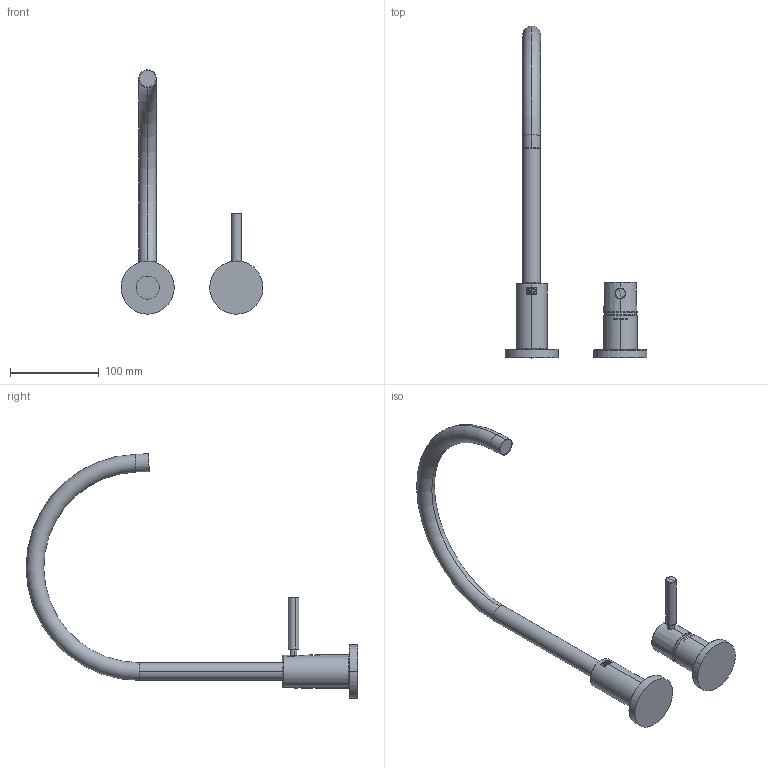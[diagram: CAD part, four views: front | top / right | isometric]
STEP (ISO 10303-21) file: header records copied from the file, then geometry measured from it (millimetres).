
FILE_DESCRIPTION (( 'STEP AP214' ), '1' );
FILE_NAME ('32816888ff_PM.STEP', '2024-03-28T07:18:35', ( '' ), ( '' ), 'SwSTEP 2.0', 'SolidWorks 2023', '' );
FILE_SCHEMA (( 'AUTOMOTIVE_DESIGN' ));
Length unit declared in the file: millimetre
Products named in the file (9): Planungsmodell_Koerper-+-09300112390_K1_38x52.5; Planungsmodell_Rosette-+-09279704090_K1_60x9; Planungsmodell_Ring-+-09281006490_K1_60x10; Planungsmodell_Hebel Unterteil Ø37-+-092066003_K1; Planungsmodell_Rohr-+-09282222690_K1_20; Planungsmodell_Anschluss-+-09111010490_K1_35x82; 32816888ff_PM; Planungsmodell_Hebel Ø12 Handhabe-+-09206600190_K1_12x74; Planungsmodell_Haube-+-09283002690_K1_36
Assembly tree (8 placements, depth 2):
  32816888ff_PM
    Planungsmodell_Anschluss-+-09111010490_K1_35x82
    Planungsmodell_Ring-+-09281006490_K1_60x10
    Planungsmodell_Rohr-+-09282222690_K1_20
    Planungsmodell_Koerper-+-09300112390_K1_38x52.5
    Planungsmodell_Hebel Ø12 Handhabe-+-09206600190_K1_12x74
    Planungsmodell_Hebel Unterteil Ø37-+-092066003_K1
    Planungsmodell_Rosette-+-09279704090_K1_60x9
    Planungsmodell_Haube-+-09283002690_K1_36
Bounding box: 159.98 x 373.98 x 275.45 mm (x, y, z)
Volume: 395500.9 mm3; surface area: 80248 mm2
Topology: 8 solids, 14 shells, 298 faces, 677 edges, 433 vertices
Faces by surface type: plane 127, cylinder 84, torus 37, bspline 32, cone 12, sphere 6
Entity records: 9680 total; most frequent: CARTESIAN_POINT 2833, DIRECTION 1387, ORIENTED_EDGE 1354, EDGE_CURVE 677, AXIS2_PLACEMENT_3D 562, VERTEX_POINT 433, EDGE_LOOP 324, FACE_OUTER_BOUND 298
